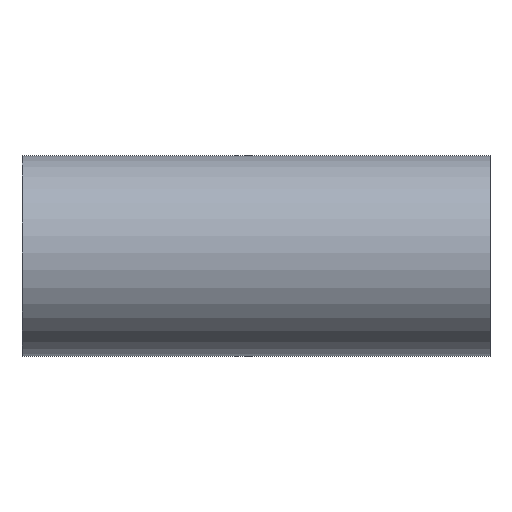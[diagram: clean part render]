
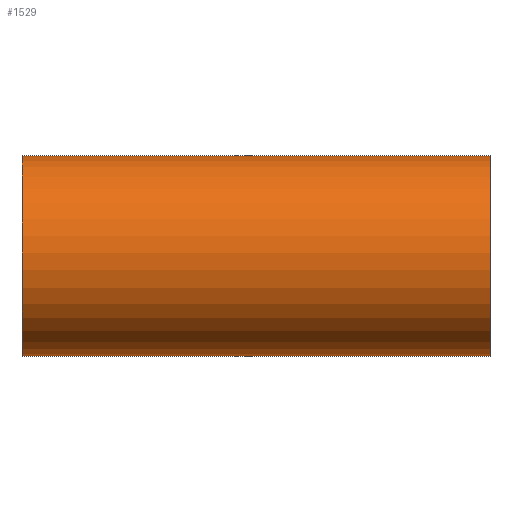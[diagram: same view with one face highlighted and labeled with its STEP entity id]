
A CAD part, front view. The second image highlights one B-rep face of the part: STEP entity #1529.
In plain terms, the highlighted cylindrical face has radius 10.5 mm (diameter 21 mm), a partial arc.
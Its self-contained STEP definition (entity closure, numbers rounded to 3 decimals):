
#190 = VECTOR ( 'NONE', #1021, 1000. ) ;
#241 = CARTESIAN_POINT ( 'NONE',  ( -109.765, -0.313, -10.495 ) ) ;
#422 = ORIENTED_EDGE ( 'NONE', *, *, #2608, .F. ) ;
#466 = EDGE_CURVE ( 'NONE', #2155, #1477, #1817, .T. ) ;
#589 = ORIENTED_EDGE ( 'NONE', *, *, #3372, .F. ) ;
#863 = DIRECTION ( 'NONE',  ( -1., 0., 0. ) ) ;
#986 = AXIS2_PLACEMENT_3D ( 'NONE', #1126, #1050, #3079 ) ;
#987 = CARTESIAN_POINT ( 'NONE',  ( -109.765, 0.313, 10.495 ) ) ;
#989 = FACE_OUTER_BOUND ( 'NONE', #3247, .T. ) ;
#1005 = CIRCLE ( 'NONE', #3331, 10.5 ) ;
#1008 = CARTESIAN_POINT ( 'NONE',  ( -60.885, 0.313, 10.495 ) ) ;
#1021 = DIRECTION ( 'NONE',  ( -1., 0., 0. ) ) ;
#1050 = DIRECTION ( 'NONE',  ( -1., 0., 0. ) ) ;
#1109 = VERTEX_POINT ( 'NONE', #1903 ) ;
#1126 = CARTESIAN_POINT ( 'NONE',  ( -60.885, 0., 0. ) ) ;
#1477 = VERTEX_POINT ( 'NONE', #1008 ) ;
#1526 = CARTESIAN_POINT ( 'NONE',  ( -109.765, 0.313, 10.495 ) ) ;
#1529 = ADVANCED_FACE ( 'NONE', ( #989 ), #2464, .T. ) ;
#1624 = CARTESIAN_POINT ( 'NONE',  ( -60.885, -0.313, -10.495 ) ) ;
#1721 = DIRECTION ( 'NONE',  ( -1., 0., 0. ) ) ;
#1817 = CIRCLE ( 'NONE', #986, 10.5 ) ;
#1849 = LINE ( 'NONE', #987, #190 ) ;
#1903 = CARTESIAN_POINT ( 'NONE',  ( -109.765, -0.313, -10.495 ) ) ;
#1959 = CARTESIAN_POINT ( 'NONE',  ( -109.765, 0., 0. ) ) ;
#2017 = ORIENTED_EDGE ( 'NONE', *, *, #2429, .T. ) ;
#2026 = VERTEX_POINT ( 'NONE', #1526 ) ;
#2155 = VERTEX_POINT ( 'NONE', #1624 ) ;
#2395 = ORIENTED_EDGE ( 'NONE', *, *, #466, .T. ) ;
#2429 = EDGE_CURVE ( 'NONE', #1477, #2026, #1849, .T. ) ;
#2464 = CYLINDRICAL_SURFACE ( 'NONE', #3170, 10.5 ) ;
#2537 = DIRECTION ( 'NONE',  ( -1., 0., 0. ) ) ;
#2608 = EDGE_CURVE ( 'NONE', #2155, #1109, #3015, .T. ) ;
#2615 = CARTESIAN_POINT ( 'NONE',  ( -109.765, 0., 0. ) ) ;
#2903 = DIRECTION ( 'NONE',  ( 0., 0.03, 1. ) ) ;
#2925 = VECTOR ( 'NONE', #1721, 1000. ) ;
#3015 = LINE ( 'NONE', #241, #2925 ) ;
#3079 = DIRECTION ( 'NONE',  ( 0., 0.03, 1. ) ) ;
#3170 = AXIS2_PLACEMENT_3D ( 'NONE', #1959, #2537, #3376 ) ;
#3247 = EDGE_LOOP ( 'NONE', ( #422, #2395, #2017, #589 ) ) ;
#3331 = AXIS2_PLACEMENT_3D ( 'NONE', #2615, #863, #2903 ) ;
#3372 = EDGE_CURVE ( 'NONE', #1109, #2026, #1005, .T. ) ;
#3376 = DIRECTION ( 'NONE',  ( 0., 0.03, 1. ) ) ;
